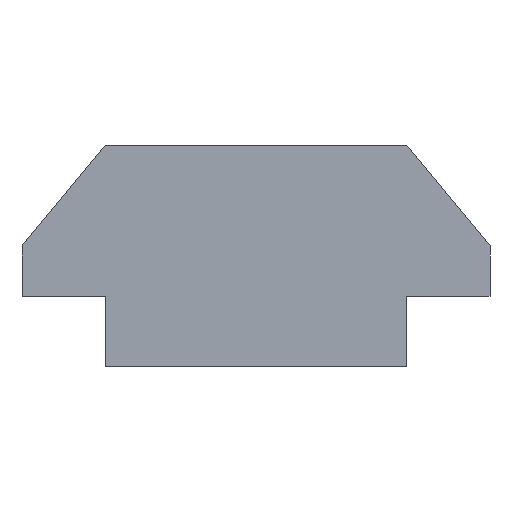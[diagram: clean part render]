
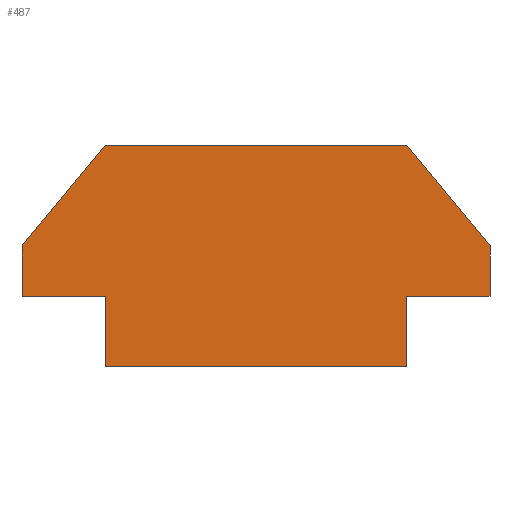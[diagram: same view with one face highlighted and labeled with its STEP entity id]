
A CAD part, front view. The second image highlights one B-rep face of the part: STEP entity #487.
In plain terms, the highlighted planar face has unit normal (0, -1, 0).
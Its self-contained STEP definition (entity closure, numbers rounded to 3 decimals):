
#121=CARTESIAN_POINT('',(3.0,0.0,0.0));
#122=VERTEX_POINT('',#121);
#123=CARTESIAN_POINT('',(-3.0,0.0,0.0));
#124=VERTEX_POINT('',#123);
#125=CARTESIAN_POINT('',(3.0,0.0,0.0));
#126=DIRECTION('',(-1.0,0.0,0.0));
#127=VECTOR('',#126,6.);
#128=LINE('',#125,#127);
#129=EDGE_CURVE('',#122,#124,#128,.T.);
#184=CARTESIAN_POINT('',(-3.0,0.0,4.4));
#185=VERTEX_POINT('',#184);
#186=CARTESIAN_POINT('',(3.0,0.0,4.4));
#187=VERTEX_POINT('',#186);
#188=CARTESIAN_POINT('',(-3.0,0.0,4.4));
#189=DIRECTION('',(1.0,0.0,0.0));
#190=VECTOR('',#189,6.);
#191=LINE('',#188,#190);
#192=EDGE_CURVE('',#185,#187,#191,.T.);
#227=CARTESIAN_POINT('',(3.0,0.0,1.4));
#228=VERTEX_POINT('',#227);
#229=CARTESIAN_POINT('',(3.0,0.0,1.4));
#230=DIRECTION('',(0.0,0.0,-1.0));
#231=VECTOR('',#230,1.4);
#232=LINE('',#229,#231);
#233=EDGE_CURVE('',#228,#122,#232,.T.);
#258=CARTESIAN_POINT('',(4.65,0.0,1.4));
#259=VERTEX_POINT('',#258);
#260=CARTESIAN_POINT('',(4.65,0.0,1.4));
#261=DIRECTION('',(-1.0,0.0,0.0));
#262=VECTOR('',#261,1.65);
#263=LINE('',#260,#262);
#264=EDGE_CURVE('',#259,#228,#263,.T.);
#289=CARTESIAN_POINT('',(4.65,0.0,2.4));
#290=VERTEX_POINT('',#289);
#291=CARTESIAN_POINT('',(4.65,0.0,2.4));
#292=DIRECTION('',(0.0,0.0,-1.0));
#293=VECTOR('',#292,1.0);
#294=LINE('',#291,#293);
#295=EDGE_CURVE('',#290,#259,#294,.T.);
#320=CARTESIAN_POINT('',(3.0,0.0,4.4));
#321=DIRECTION('',(0.636,0.0,-0.771));
#322=VECTOR('',#321,2.593);
#323=LINE('',#320,#322);
#324=EDGE_CURVE('',#187,#290,#323,.T.);
#342=CARTESIAN_POINT('',(-4.65,0.0,2.4));
#343=VERTEX_POINT('',#342);
#344=CARTESIAN_POINT('',(-4.65,0.0,2.4));
#345=DIRECTION('',(0.636,0.0,0.771));
#346=VECTOR('',#345,2.593);
#347=LINE('',#344,#346);
#348=EDGE_CURVE('',#343,#185,#347,.T.);
#373=CARTESIAN_POINT('',(-4.65,0.0,1.4));
#374=VERTEX_POINT('',#373);
#375=CARTESIAN_POINT('',(-4.65,0.0,1.4));
#376=DIRECTION('',(0.0,0.0,1.0));
#377=VECTOR('',#376,1.0);
#378=LINE('',#375,#377);
#379=EDGE_CURVE('',#374,#343,#378,.T.);
#404=CARTESIAN_POINT('',(-3.0,0.0,1.4));
#405=VERTEX_POINT('',#404);
#406=CARTESIAN_POINT('',(-3.0,0.0,1.4));
#407=DIRECTION('',(-1.0,0.0,0.0));
#408=VECTOR('',#407,1.65);
#409=LINE('',#406,#408);
#410=EDGE_CURVE('',#405,#374,#409,.T.);
#435=CARTESIAN_POINT('',(-3.0,0.0,0.0));
#436=DIRECTION('',(0.0,0.0,1.0));
#437=VECTOR('',#436,1.4);
#438=LINE('',#435,#437);
#439=EDGE_CURVE('',#124,#405,#438,.T.);
#470=CARTESIAN_POINT('',(-2.,0.0,2.164));
#471=DIRECTION('',(0.0,-1.0,0.0));
#472=DIRECTION('',(0.0,0.0,-1.0));
#473=AXIS2_PLACEMENT_3D('',#470,#471,#472);
#474=PLANE('',#473);
#475=ORIENTED_EDGE('',*,*,#129,.F.);
#476=ORIENTED_EDGE('',*,*,#233,.F.);
#477=ORIENTED_EDGE('',*,*,#264,.F.);
#478=ORIENTED_EDGE('',*,*,#295,.F.);
#479=ORIENTED_EDGE('',*,*,#324,.F.);
#480=ORIENTED_EDGE('',*,*,#192,.F.);
#481=ORIENTED_EDGE('',*,*,#348,.F.);
#482=ORIENTED_EDGE('',*,*,#379,.F.);
#483=ORIENTED_EDGE('',*,*,#410,.F.);
#484=ORIENTED_EDGE('',*,*,#439,.F.);
#485=EDGE_LOOP('',(#475,#476,#477,#478,#479,#480,#481,#482,#483,#484));
#486=FACE_OUTER_BOUND('',#485,.T.);
#487=ADVANCED_FACE('',(#486),#474,.T.);
